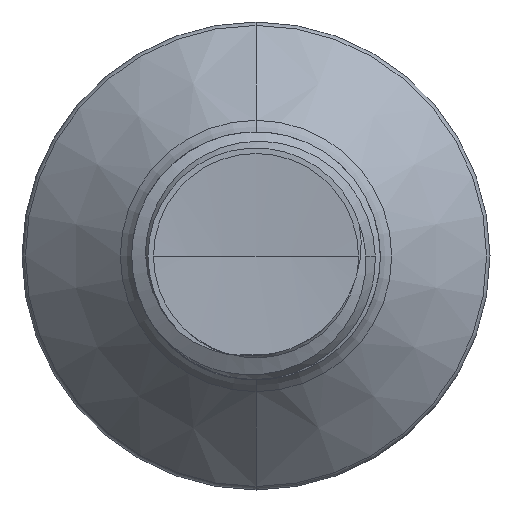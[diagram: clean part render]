
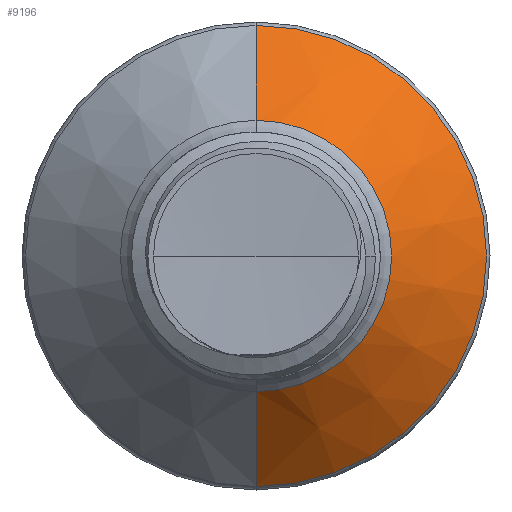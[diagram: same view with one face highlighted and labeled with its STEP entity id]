
A CAD part, front view. The second image highlights one B-rep face of the part: STEP entity #9196.
In plain terms, the highlighted conical face has half-angle 45 degrees and reference radius 3.276 mm.
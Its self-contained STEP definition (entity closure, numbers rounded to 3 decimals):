
#947 = CARTESIAN_POINT ( 'NONE',  ( 0., 7.607, 3.276 ) ) ;
#1827 = VECTOR ( 'NONE', #5585, 1000. ) ;
#2359 = LINE ( 'NONE', #947, #1827 ) ;
#2450 = CARTESIAN_POINT ( 'NONE',  ( 0., 7.607, 0. ) ) ;
#2519 = DIRECTION ( 'NONE',  ( 0., 1., 0. ) ) ;
#2528 = AXIS2_PLACEMENT_3D ( 'NONE', #11859, #2519, #13341 ) ;
#2660 = AXIS2_PLACEMENT_3D ( 'NONE', #2450, #13277, #4033 ) ;
#4033 = DIRECTION ( 'NONE',  ( 0., 0., 1. ) ) ;
#4167 = EDGE_LOOP ( 'NONE', ( #18214, #11041, #11954, #4707 ) ) ;
#4286 = CARTESIAN_POINT ( 'NONE',  ( 0., 9.899, -5.567 ) ) ;
#4671 = AXIS2_PLACEMENT_3D ( 'NONE', #14874, #14939, #14857 ) ;
#4707 = ORIENTED_EDGE ( 'NONE', *, *, #10931, .F. ) ;
#5459 = VERTEX_POINT ( 'NONE', #6329 ) ;
#5585 = DIRECTION ( 'NONE',  ( 0., 0.707, 0.707 ) ) ;
#6329 = CARTESIAN_POINT ( 'NONE',  ( 0., 7.607, -3.276 ) ) ;
#6478 = LINE ( 'NONE', #16799, #14077 ) ;
#6925 = CIRCLE ( 'NONE', #2660, 3.276 ) ;
#8693 = DIRECTION ( 'NONE',  ( 0., 0.707, -0.707 ) ) ;
#8866 = CARTESIAN_POINT ( 'NONE',  ( 0., 9.899, 5.567 ) ) ;
#9181 = FACE_OUTER_BOUND ( 'NONE', #4167, .T. ) ;
#9196 = ADVANCED_FACE ( 'NONE', ( #9181 ), #12779, .T. ) ;
#10212 = CIRCLE ( 'NONE', #2528, 5.567 ) ;
#10866 = EDGE_CURVE ( 'NONE', #12697, #5459, #6925, .T. ) ;
#10878 = EDGE_CURVE ( 'NONE', #5459, #14974, #6478, .T. ) ;
#10899 = EDGE_CURVE ( 'NONE', #13349, #14974, #10212, .T. ) ;
#10931 = EDGE_CURVE ( 'NONE', #12697, #13349, #2359, .T. ) ;
#11041 = ORIENTED_EDGE ( 'NONE', *, *, #10878, .T. ) ;
#11859 = CARTESIAN_POINT ( 'NONE',  ( 0., 9.899, 0. ) ) ;
#11954 = ORIENTED_EDGE ( 'NONE', *, *, #10899, .F. ) ;
#12697 = VERTEX_POINT ( 'NONE', #17296 ) ;
#12779 = CONICAL_SURFACE ( 'NONE', #4671, 3.276, 0.785 ) ;
#13277 = DIRECTION ( 'NONE',  ( 0., 1., 0. ) ) ;
#13341 = DIRECTION ( 'NONE',  ( 0., 0., 1. ) ) ;
#13349 = VERTEX_POINT ( 'NONE', #8866 ) ;
#14077 = VECTOR ( 'NONE', #8693, 1000. ) ;
#14857 = DIRECTION ( 'NONE',  ( 0., 0., 1. ) ) ;
#14874 = CARTESIAN_POINT ( 'NONE',  ( 0., 7.607, 0. ) ) ;
#14939 = DIRECTION ( 'NONE',  ( 0., 1., 0. ) ) ;
#14974 = VERTEX_POINT ( 'NONE', #4286 ) ;
#16799 = CARTESIAN_POINT ( 'NONE',  ( 0., 7.607, -3.276 ) ) ;
#17296 = CARTESIAN_POINT ( 'NONE',  ( 0., 7.607, 3.276 ) ) ;
#18214 = ORIENTED_EDGE ( 'NONE', *, *, #10866, .T. ) ;
